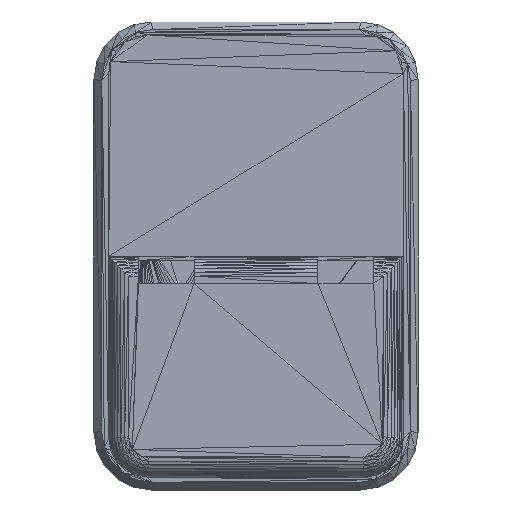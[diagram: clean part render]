
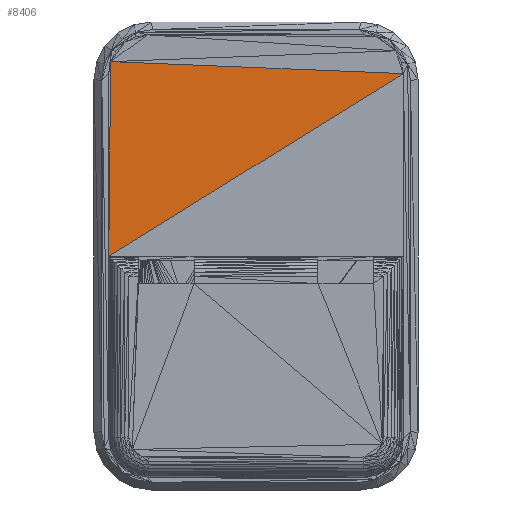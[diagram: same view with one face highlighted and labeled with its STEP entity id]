
A CAD part, left-side view. The second image highlights one B-rep face of the part: STEP entity #8406.
In plain terms, the highlighted planar face has unit normal (-1, 0, 0).
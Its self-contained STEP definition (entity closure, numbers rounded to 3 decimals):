
#7642 = VERTEX_POINT('',#7643);
#7643 = CARTESIAN_POINT('',(-12.551,40.486,
    54.138));
#7950 = VERTEX_POINT('',#7951);
#7951 = CARTESIAN_POINT('',(-12.551,-41.014,
    50.804));
#8271 = VERTEX_POINT('',#8272);
#8272 = CARTESIAN_POINT('',(-12.551,41.014,
    -0.125));
#8299 = EDGE_CURVE('',#8271,#7950,#8300,.T.);
#8300 = LINE('',#8301,#8302);
#8301 = CARTESIAN_POINT('',(-12.551,41.014,
    -0.125));
#8302 = VECTOR('',#8303,1.);
#8303 = DIRECTION('',(0.,-0.85,0.527));
#8315 = EDGE_CURVE('',#7642,#8271,#8316,.T.);
#8316 = LINE('',#8317,#8318);
#8317 = CARTESIAN_POINT('',(-12.551,40.486,
    54.138));
#8318 = VECTOR('',#8319,1.);
#8319 = DIRECTION('',(0.,0.01,-1.));
#8406 = ADVANCED_FACE('',(#8407),#8417,.F.);
#8407 = FACE_BOUND('',#8408,.F.);
#8408 = EDGE_LOOP('',(#8409,#8410,#8416));
#8409 = ORIENTED_EDGE('',*,*,#8315,.F.);
#8410 = ORIENTED_EDGE('',*,*,#8411,.T.);
#8411 = EDGE_CURVE('',#7642,#7950,#8412,.T.);
#8412 = LINE('',#8413,#8414);
#8413 = CARTESIAN_POINT('',(-12.551,40.486,
    54.138));
#8414 = VECTOR('',#8415,1.);
#8415 = DIRECTION('',(0.,-0.999,-0.041));
#8416 = ORIENTED_EDGE('',*,*,#8299,.F.);
#8417 = PLANE('',#8418);
#8418 = AXIS2_PLACEMENT_3D('',#8419,#8420,#8421);
#8419 = CARTESIAN_POINT('',(-12.551,9.423,
    35.252));
#8420 = DIRECTION('',(1.,0.,0.));
#8421 = DIRECTION('',(-0.,0.,1.));
